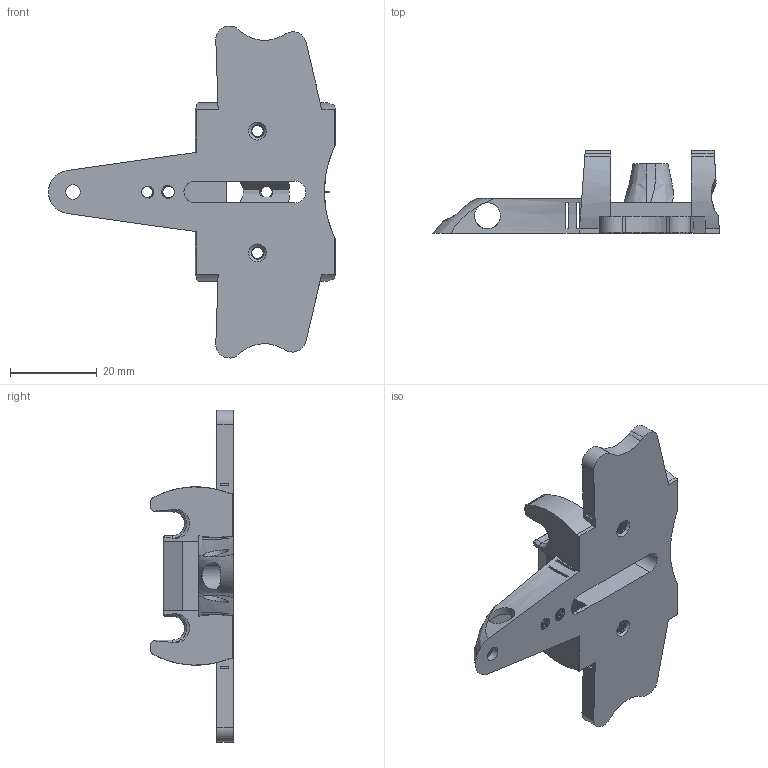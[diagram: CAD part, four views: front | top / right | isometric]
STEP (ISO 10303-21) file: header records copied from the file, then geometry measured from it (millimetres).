
FILE_DESCRIPTION(('FreeCAD Model'),'2;1');
FILE_NAME('Open CASCADE Shape Model','2024-11-10T16:18:28',(''),(''), 'Open CASCADE STEP processor 7.8','FreeCAD','Unknown');
FILE_SCHEMA(('AUTOMOTIVE_DESIGN { 1 0 10303 214 1 1 1 1 }'));
Length unit declared in the file: millimetre
Products named in the file (1): Mirrored139
Bounding box: 65.96 x 19 x 76.33 mm (x, y, z)
Volume: 13307.4 mm3; surface area: 12048.6 mm2
Topology: 1 solids, 1 shells, 546 faces, 1592 edges, 1036 vertices
Faces by surface type: bspline 229, plane 215, cylinder 74, cone 14, torus 14
Full cylindrical faces by diameter (mm): 3.4 x1, 6 x1
Entity records: 41023 total; most frequent: CARTESIAN_POINT 28290, ORIENTED_EDGE 3184, DIRECTION 1748, EDGE_CURVE 1592, VERTEX_POINT 1036, LINE 698, VECTOR 698, B_SPLINE_CURVE_WITH_KNOTS 687
